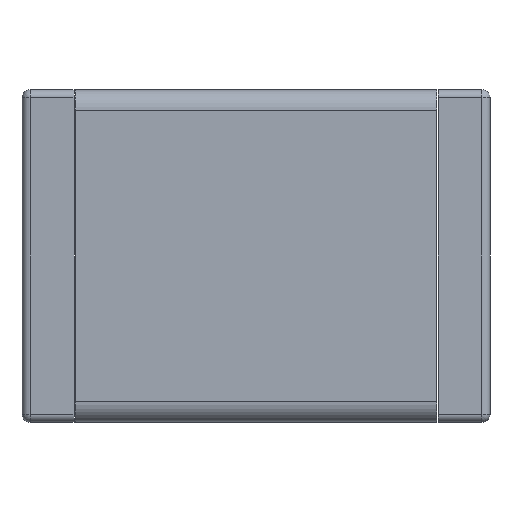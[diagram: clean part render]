
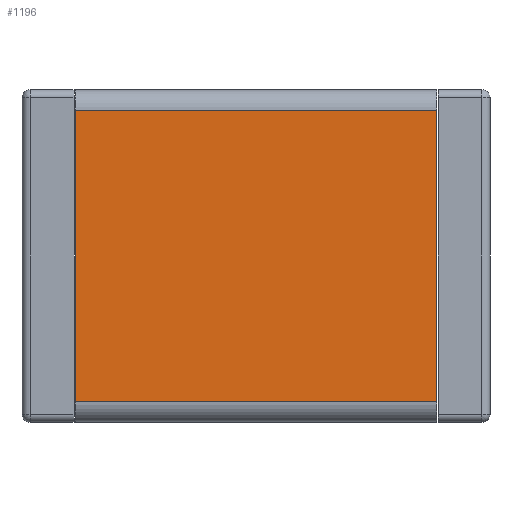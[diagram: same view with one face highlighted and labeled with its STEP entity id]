
A CAD part, front view. The second image highlights one B-rep face of the part: STEP entity #1196.
In plain terms, the highlighted planar face has unit normal (0, -1, 0).
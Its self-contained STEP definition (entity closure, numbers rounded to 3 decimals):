
#997=DIRECTION('',(-1.,0.,0.));
#998=VECTOR('',#997,3.48);
#999=CARTESIAN_POINT('',(1.74,0.,1.4));
#1000=LINE('',#999,#998);
#1001=DIRECTION('',(0.,0.,-1.));
#1002=VECTOR('',#1001,2.8);
#1003=CARTESIAN_POINT('',(1.74,0.,1.4));
#1004=LINE('',#1003,#1002);
#1005=DIRECTION('',(1.,0.,0.));
#1006=VECTOR('',#1005,3.48);
#1007=CARTESIAN_POINT('',(-1.74,0.,-1.4));
#1008=LINE('',#1007,#1006);
#1009=DIRECTION('',(0.,0.,-1.));
#1010=VECTOR('',#1009,2.8);
#1011=CARTESIAN_POINT('',(-1.74,0.,1.4));
#1012=LINE('',#1011,#1010);
#1013=CARTESIAN_POINT('',(-1.74,0.,1.4));
#1015=VERTEX_POINT('',#1013);
#1019=CARTESIAN_POINT('',(1.74,0.,1.4));
#1020=VERTEX_POINT('',#1019);
#1029=CARTESIAN_POINT('',(1.74,0.,-1.4));
#1031=VERTEX_POINT('',#1029);
#1035=CARTESIAN_POINT('',(-1.74,0.,-1.4));
#1036=VERTEX_POINT('',#1035);
#1185=CARTESIAN_POINT('',(0.,0.,0.));
#1186=DIRECTION('',(0.,1.,0.));
#1187=DIRECTION('',(1.,0.,0.));
#1188=AXIS2_PLACEMENT_3D('',#1185,#1186,#1187);
#1189=PLANE('',#1188);
#1190=ORIENTED_EDGE('',*,*,#1094,.F.);
#1191=ORIENTED_EDGE('',*,*,#1142,.T.);
#1192=ORIENTED_EDGE('',*,*,#1180,.F.);
#1193=ORIENTED_EDGE('',*,*,#1068,.F.);
#1194=EDGE_LOOP('',(#1190,#1191,#1192,#1193));
#1195=FACE_OUTER_BOUND('',#1194,.F.);
#1068=EDGE_CURVE('',#1015,#1036,#1012,.T.);
#1094=EDGE_CURVE('',#1020,#1015,#1000,.T.);
#1142=EDGE_CURVE('',#1020,#1031,#1004,.T.);
#1180=EDGE_CURVE('',#1036,#1031,#1008,.T.);
#1196=ADVANCED_FACE('',(#1195),#1189,.F.);
